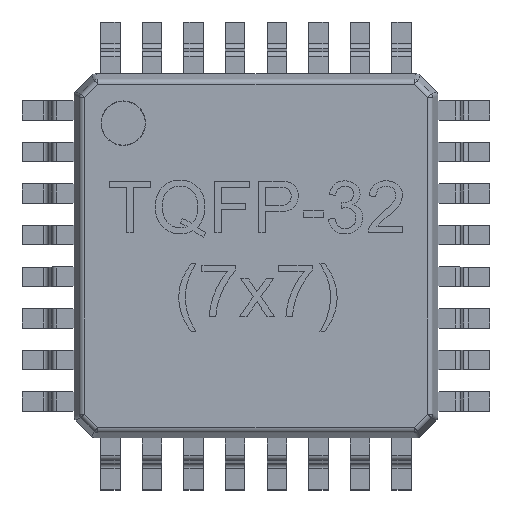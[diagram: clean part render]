
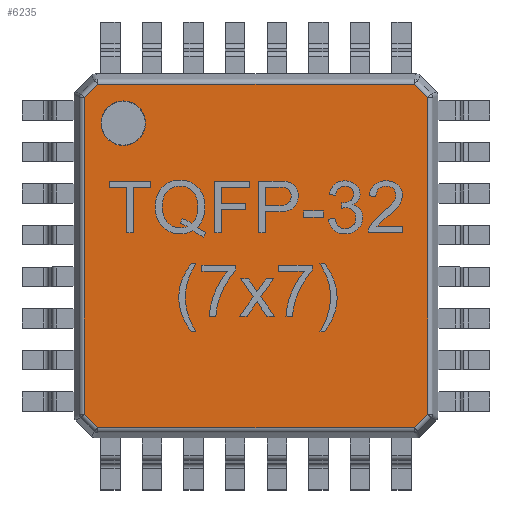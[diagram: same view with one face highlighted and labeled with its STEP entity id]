
A CAD part, top view. The second image highlights one B-rep face of the part: STEP entity #6235.
In plain terms, the highlighted planar face has unit normal (0, 0, 1).
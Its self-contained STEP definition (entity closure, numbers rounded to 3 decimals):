
#4812=CARTESIAN_POINT('',(-2.553,3.53,0.55));
#4813=VERTEX_POINT('',#4812);
#4840=CARTESIAN_POINT('',(-2.553,3.103,0.55));
#4841=DIRECTION('',(0.,-0.,-1.));
#4842=DIRECTION('',(0.,1.,-0.));
#4843=AXIS2_PLACEMENT_3D('',#4840,#4841,#4842);
#4844=CIRCLE('',#4843,0.428);
#4845=EDGE_CURVE('NONE',#4813,#4813,#4844,.T.);
#6161=CARTESIAN_POINT('',(0.,0.55,0.55));
#6162=DIRECTION('',(0.,-0.,-1.));
#6163=DIRECTION('',(0.,1.,-0.));
#6164=AXIS2_PLACEMENT_3D('',#6161,#6162,#6163);
#6165=PLANE('',#6164);
#6166=ORIENTED_EDGE('',*,*,#4845,.T.);
#6167=EDGE_LOOP('',(#6166));
#6168=FACE_BOUND('',#6167,.T.);
#6169=CARTESIAN_POINT('',(3.043,3.853,0.55));
#6170=VERTEX_POINT('',#6169);
#6171=CARTESIAN_POINT('',(-3.043,3.853,0.55));
#6172=VERTEX_POINT('',#6171);
#6173=CARTESIAN_POINT('',(3.043,3.853,0.55));
#6174=DIRECTION('',(-1.,-0.,0.));
#6175=VECTOR('',#6174,6.087);
#6176=LINE('',#6173,#6175);
#6177=EDGE_CURVE('NONE',#6170,#6172,#6176,.T.);
#6178=ORIENTED_EDGE('',*,*,#6177,.T.);
#6179=CARTESIAN_POINT('',(-3.303,3.593,0.55));
#6180=VERTEX_POINT('',#6179);
#6181=CARTESIAN_POINT('',(-3.043,3.853,0.55));
#6182=DIRECTION('',(-0.707,-0.707,0.));
#6183=VECTOR('',#6182,0.367);
#6184=LINE('',#6181,#6183);
#6185=EDGE_CURVE('NONE',#6172,#6180,#6184,.T.);
#6186=ORIENTED_EDGE('',*,*,#6185,.T.);
#6187=CARTESIAN_POINT('',(-3.303,-2.493,0.55));
#6188=VERTEX_POINT('',#6187);
#6189=CARTESIAN_POINT('',(-3.303,3.593,0.55));
#6190=DIRECTION('',(-0.,-1.,0.));
#6191=VECTOR('',#6190,6.087);
#6192=LINE('',#6189,#6191);
#6193=EDGE_CURVE('NONE',#6180,#6188,#6192,.T.);
#6194=ORIENTED_EDGE('',*,*,#6193,.T.);
#6195=CARTESIAN_POINT('',(-3.043,-2.753,0.55));
#6196=VERTEX_POINT('',#6195);
#6197=CARTESIAN_POINT('',(-3.303,-2.493,0.55));
#6198=DIRECTION('',(0.707,-0.707,0.));
#6199=VECTOR('',#6198,0.367);
#6200=LINE('',#6197,#6199);
#6201=EDGE_CURVE('NONE',#6188,#6196,#6200,.T.);
#6202=ORIENTED_EDGE('',*,*,#6201,.T.);
#6203=CARTESIAN_POINT('',(3.043,-2.753,0.55));
#6204=VERTEX_POINT('',#6203);
#6205=CARTESIAN_POINT('',(-3.043,-2.753,0.55));
#6206=DIRECTION('',(1.,0.,-0.));
#6207=VECTOR('',#6206,6.087);
#6208=LINE('',#6205,#6207);
#6209=EDGE_CURVE('NONE',#6196,#6204,#6208,.T.);
#6210=ORIENTED_EDGE('',*,*,#6209,.T.);
#6211=CARTESIAN_POINT('',(3.303,-2.493,0.55));
#6212=VERTEX_POINT('',#6211);
#6213=CARTESIAN_POINT('',(3.043,-2.753,0.55));
#6214=DIRECTION('',(0.707,0.707,-0.));
#6215=VECTOR('',#6214,0.367);
#6216=LINE('',#6213,#6215);
#6217=EDGE_CURVE('NONE',#6204,#6212,#6216,.T.);
#6218=ORIENTED_EDGE('',*,*,#6217,.T.);
#6219=CARTESIAN_POINT('',(3.303,3.593,0.55));
#6220=VERTEX_POINT('',#6219);
#6221=CARTESIAN_POINT('',(3.303,-2.493,0.55));
#6222=DIRECTION('',(0.,1.,-0.));
#6223=VECTOR('',#6222,6.087);
#6224=LINE('',#6221,#6223);
#6225=EDGE_CURVE('NONE',#6212,#6220,#6224,.T.);
#6226=ORIENTED_EDGE('',*,*,#6225,.T.);
#6227=CARTESIAN_POINT('',(3.303,3.593,0.55));
#6228=DIRECTION('',(-0.707,0.707,-0.));
#6229=VECTOR('',#6228,0.367);
#6230=LINE('',#6227,#6229);
#6231=EDGE_CURVE('NONE',#6220,#6170,#6230,.T.);
#6232=ORIENTED_EDGE('',*,*,#6231,.T.);
#6233=EDGE_LOOP('',(#6178,#6186,#6194,#6202,#6210,#6218,#6226,#6232));
#6234=FACE_BOUND('',#6233,.T.);
#6235=ADVANCED_FACE('NONE',(#6168,#6234),#6165,.F.);
